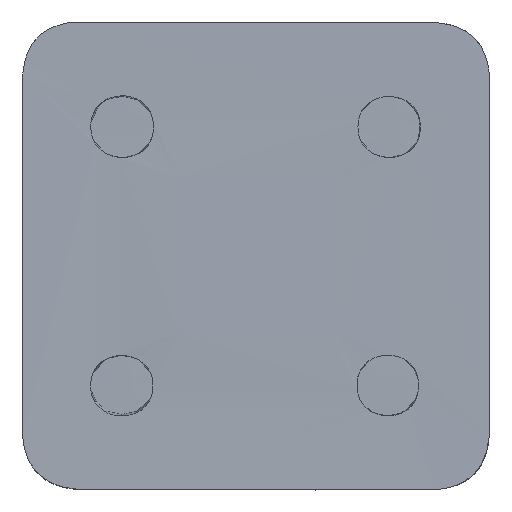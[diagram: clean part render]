
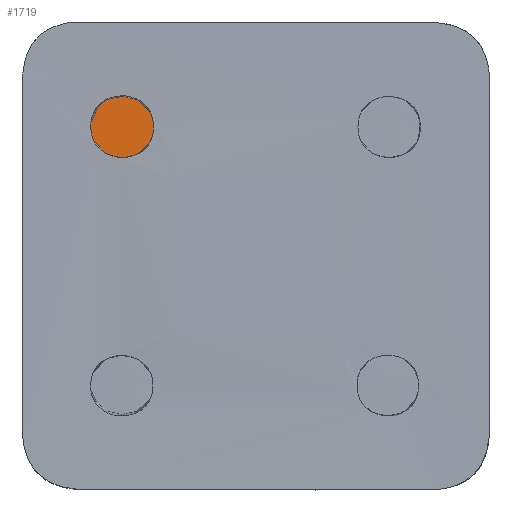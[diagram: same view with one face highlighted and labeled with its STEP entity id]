
A CAD part, top view. The second image highlights one B-rep face of the part: STEP entity #1719.
In plain terms, the highlighted free-form (B-spline) face has degree [3, 3] with [4, 4] control points.
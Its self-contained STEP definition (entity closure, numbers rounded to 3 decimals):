
#588 = B_SPLINE_SURFACE_WITH_KNOTS('',3,3,(
    (#589,#590,#591,#592)
    ,(#593,#594,#595,#596)
    ,(#597,#598,#599,#600)
    ,(#601,#602,#603,#604
    )),.UNSPECIFIED.,.F.,.F.,.F.,(4,4),(4,4),(0.,1.),(0.,1.),
  .PIECEWISE_BEZIER_KNOTS.);
#589 = CARTESIAN_POINT('',(-0.71,0.553,0.198
    ));
#590 = CARTESIAN_POINT('',(-0.709,0.553,0.138
    ));
#591 = CARTESIAN_POINT('',(-0.71,0.554,
    0.076));
#592 = CARTESIAN_POINT('',(-0.71,0.553,
    0.018));
#593 = CARTESIAN_POINT('',(-0.713,0.375,0.199
    ));
#594 = CARTESIAN_POINT('',(-0.715,0.376,0.138
    ));
#595 = CARTESIAN_POINT('',(-0.715,0.375,
    0.078));
#596 = CARTESIAN_POINT('',(-0.713,0.376,
    0.017));
#597 = CARTESIAN_POINT('',(-0.435,0.373,0.199
    ));
#598 = CARTESIAN_POINT('',(-0.432,0.373,0.138
    ));
#599 = CARTESIAN_POINT('',(-0.433,0.374,
    0.079));
#600 = CARTESIAN_POINT('',(-0.435,0.373,
    0.017));
#601 = CARTESIAN_POINT('',(-0.436,0.551,0.2
    ));
#602 = CARTESIAN_POINT('',(-0.438,0.551,0.139
    ));
#603 = CARTESIAN_POINT('',(-0.438,0.551,
    0.079));
#604 = CARTESIAN_POINT('',(-0.436,0.552,
    0.019));
#631 = B_SPLINE_SURFACE_WITH_KNOTS('',3,3,(
    (#632,#633,#634,#635)
    ,(#636,#637,#638,#639)
    ,(#640,#641,#642,#643)
    ,(#644,#645,#646,#647
    )),.UNSPECIFIED.,.F.,.F.,.F.,(4,4),(4,4),(0.,1.),(0.,1.),
  .PIECEWISE_BEZIER_KNOTS.);
#632 = CARTESIAN_POINT('',(-0.437,0.552,0.197)
  );
#633 = CARTESIAN_POINT('',(-0.437,0.55,0.134)
  );
#634 = CARTESIAN_POINT('',(-0.439,0.552,
    0.074));
#635 = CARTESIAN_POINT('',(-0.436,0.55,
    0.013));
#636 = CARTESIAN_POINT('',(-0.435,0.727,0.198
    ));
#637 = CARTESIAN_POINT('',(-0.432,0.728,0.137
    ));
#638 = CARTESIAN_POINT('',(-0.433,0.724,
    0.075));
#639 = CARTESIAN_POINT('',(-0.434,0.728,
    0.014));
#640 = CARTESIAN_POINT('',(-0.711,0.728,0.198)
  );
#641 = CARTESIAN_POINT('',(-0.714,0.727,0.136
    ));
#642 = CARTESIAN_POINT('',(-0.71,0.729,
    0.076));
#643 = CARTESIAN_POINT('',(-0.711,0.727,
    0.013));
#644 = CARTESIAN_POINT('',(-0.71,0.553,0.197
    ));
#645 = CARTESIAN_POINT('',(-0.707,0.553,0.138
    ));
#646 = CARTESIAN_POINT('',(-0.709,0.552,
    0.073));
#647 = CARTESIAN_POINT('',(-0.708,0.553,
    0.014));
#891 = VERTEX_POINT('',#892);
#892 = CARTESIAN_POINT('',(-0.439,0.55,
    0.018));
#915 = EDGE_CURVE('',#891,#916,#918,.T.);
#916 = VERTEX_POINT('',#917);
#917 = CARTESIAN_POINT('',(-0.708,0.551,
    0.019));
#918 = SURFACE_CURVE('',#919,(#924,#934),.PCURVE_S1.);
#919 = B_SPLINE_CURVE_WITH_KNOTS('',3,(#920,#921,#922,#923),
  .UNSPECIFIED.,.F.,.F.,(4,4),(0.,1.),.PIECEWISE_BEZIER_KNOTS.);
#920 = CARTESIAN_POINT('',(-0.439,0.55,
    0.018));
#921 = CARTESIAN_POINT('',(-0.439,0.378,
    0.02));
#922 = CARTESIAN_POINT('',(-0.711,0.376,
    0.019));
#923 = CARTESIAN_POINT('',(-0.708,0.551,
    0.019));
#924 = PCURVE('',#588,#925);
#925 = DEFINITIONAL_REPRESENTATION('',(#926),#933);
#926 = B_SPLINE_CURVE_WITH_KNOTS('',5,(#927,#928,#929,#930,#931,#932),
  .UNSPECIFIED.,.F.,.F.,(6,6),(0.,1.),.PIECEWISE_BEZIER_KNOTS.);
#927 = CARTESIAN_POINT('',(0.995,1.005));
#928 = CARTESIAN_POINT('',(0.802,1.003));
#929 = CARTESIAN_POINT('',(0.589,1.001));
#930 = CARTESIAN_POINT('',(0.405,0.999));
#931 = CARTESIAN_POINT('',(0.203,0.997));
#932 = CARTESIAN_POINT('',(0.005,0.995));
#933 = ( GEOMETRIC_REPRESENTATION_CONTEXT(2) 
PARAMETRIC_REPRESENTATION_CONTEXT() REPRESENTATION_CONTEXT('2D SPACE',''
  ) );
#934 = PCURVE('',#935,#952);
#935 = B_SPLINE_SURFACE_WITH_KNOTS('',3,3,(
    (#936,#937,#938,#939)
    ,(#940,#941,#942,#943)
    ,(#944,#945,#946,#947)
    ,(#948,#949,#950,#951
    )),.UNSPECIFIED.,.F.,.F.,.F.,(4,4),(4,4),(0.,1.),(0.,1.),
  .PIECEWISE_BEZIER_KNOTS.);
#936 = CARTESIAN_POINT('',(-0.703,0.42,
    0.018));
#937 = CARTESIAN_POINT('',(-0.703,0.512,
    0.019));
#938 = CARTESIAN_POINT('',(-0.703,0.601,
    0.019));
#939 = CARTESIAN_POINT('',(-0.702,0.691,
    0.019));
#940 = CARTESIAN_POINT('',(-0.613,0.422,
    0.017));
#941 = CARTESIAN_POINT('',(-0.612,0.51,
    0.02));
#942 = CARTESIAN_POINT('',(-0.611,0.603,
    0.018));
#943 = CARTESIAN_POINT('',(-0.612,0.692,
    0.019));
#944 = CARTESIAN_POINT('',(-0.521,0.422,
    0.018));
#945 = CARTESIAN_POINT('',(-0.521,0.512,
    0.019));
#946 = CARTESIAN_POINT('',(-0.521,0.602,
    0.02));
#947 = CARTESIAN_POINT('',(-0.52,0.693,
    0.018));
#948 = CARTESIAN_POINT('',(-0.43,0.421,
    0.018));
#949 = CARTESIAN_POINT('',(-0.43,0.512,
    0.02));
#950 = CARTESIAN_POINT('',(-0.43,0.602,
    0.02));
#951 = CARTESIAN_POINT('',(-0.43,0.693,
    0.019));
#952 = DEFINITIONAL_REPRESENTATION('',(#953),#958);
#953 = B_SPLINE_CURVE_WITH_KNOTS('',3,(#954,#955,#956,#957),
  .UNSPECIFIED.,.F.,.F.,(4,4),(0.,1.),.PIECEWISE_BEZIER_KNOTS.);
#954 = CARTESIAN_POINT('',(0.967,0.475));
#955 = CARTESIAN_POINT('',(0.969,-0.16));
#956 = CARTESIAN_POINT('',(-0.029,-0.166));
#957 = CARTESIAN_POINT('',(-0.019,0.48));
#958 = ( GEOMETRIC_REPRESENTATION_CONTEXT(2) 
PARAMETRIC_REPRESENTATION_CONTEXT() REPRESENTATION_CONTEXT('2D SPACE',''
  ) );
#1653 = EDGE_CURVE('',#916,#891,#1654,.T.);
#1654 = SURFACE_CURVE('',#1655,(#1660,#1666),.PCURVE_S1.);
#1655 = B_SPLINE_CURVE_WITH_KNOTS('',3,(#1656,#1657,#1658,#1659),
  .UNSPECIFIED.,.F.,.F.,(4,4),(0.,1.),.PIECEWISE_BEZIER_KNOTS.);
#1656 = CARTESIAN_POINT('',(-0.708,0.551,
    0.019));
#1657 = CARTESIAN_POINT('',(-0.713,0.729,
    0.018));
#1658 = CARTESIAN_POINT('',(-0.433,0.728,
    0.019));
#1659 = CARTESIAN_POINT('',(-0.439,0.55,
    0.018));
#1660 = PCURVE('',#631,#1661);
#1661 = DEFINITIONAL_REPRESENTATION('',(#1662),#1665);
#1662 = B_SPLINE_CURVE_WITH_KNOTS('',1,(#1663,#1664),.UNSPECIFIED.,.F.,
  .F.,(2,2),(0.,1.),.PIECEWISE_BEZIER_KNOTS.);
#1663 = CARTESIAN_POINT('',(1.004,0.977));
#1664 = CARTESIAN_POINT('',(-0.001,0.972));
#1665 = ( GEOMETRIC_REPRESENTATION_CONTEXT(2) 
PARAMETRIC_REPRESENTATION_CONTEXT() REPRESENTATION_CONTEXT('2D SPACE',''
  ) );
#1666 = PCURVE('',#935,#1667);
#1667 = DEFINITIONAL_REPRESENTATION('',(#1668),#1694);
#1668 = B_SPLINE_CURVE_WITH_KNOTS('',3,(#1669,#1670,#1671,#1672,#1673,
    #1674,#1675,#1676,#1677,#1678,#1679,#1680,#1681,#1682,#1683,#1684,
    #1685,#1686,#1687,#1688,#1689,#1690,#1691,#1692,#1693),
  .UNSPECIFIED.,.F.,.F.,(4,1,1,1,1,1,1,1,1,1,1,1,1,1,1,1,1,1,1,1,1,1,4),
  (0.,0.045,0.091,0.136,
    0.182,0.227,0.273,0.318,
    0.364,0.409,0.455,0.5,0.545,
    0.591,0.636,0.682,0.727,
    0.773,0.818,0.864,0.909,
    0.955,1.),.QUASI_UNIFORM_KNOTS.);
#1669 = CARTESIAN_POINT('',(-0.019,0.48));
#1670 = CARTESIAN_POINT('',(-0.02,0.51));
#1671 = CARTESIAN_POINT('',(-0.017,0.567));
#1672 = CARTESIAN_POINT('',(-0.002,0.644));
#1673 = CARTESIAN_POINT('',(0.025,0.714));
#1674 = CARTESIAN_POINT('',(0.06,0.774));
#1675 = CARTESIAN_POINT('',(0.104,0.827));
#1676 = CARTESIAN_POINT('',(0.156,0.871));
#1677 = CARTESIAN_POINT('',(0.213,0.907));
#1678 = CARTESIAN_POINT('',(0.275,0.935));
#1679 = CARTESIAN_POINT('',(0.34,0.955));
#1680 = CARTESIAN_POINT('',(0.407,0.966));
#1681 = CARTESIAN_POINT('',(0.476,0.97));
#1682 = CARTESIAN_POINT('',(0.544,0.965));
#1683 = CARTESIAN_POINT('',(0.612,0.953));
#1684 = CARTESIAN_POINT('',(0.677,0.932));
#1685 = CARTESIAN_POINT('',(0.738,0.903));
#1686 = CARTESIAN_POINT('',(0.795,0.867));
#1687 = CARTESIAN_POINT('',(0.846,0.822));
#1688 = CARTESIAN_POINT('',(0.889,0.769));
#1689 = CARTESIAN_POINT('',(0.925,0.708));
#1690 = CARTESIAN_POINT('',(0.95,0.639));
#1691 = CARTESIAN_POINT('',(0.966,0.562));
#1692 = CARTESIAN_POINT('',(0.968,0.505));
#1693 = CARTESIAN_POINT('',(0.967,0.475));
#1694 = ( GEOMETRIC_REPRESENTATION_CONTEXT(2) 
PARAMETRIC_REPRESENTATION_CONTEXT() REPRESENTATION_CONTEXT('2D SPACE',''
  ) );
#1719 = ADVANCED_FACE('',(#1720),#935,.T.);
#1720 = FACE_BOUND('',#1721,.F.);
#1721 = EDGE_LOOP('',(#1722,#1723));
#1722 = ORIENTED_EDGE('',*,*,#1653,.T.);
#1723 = ORIENTED_EDGE('',*,*,#915,.T.);
